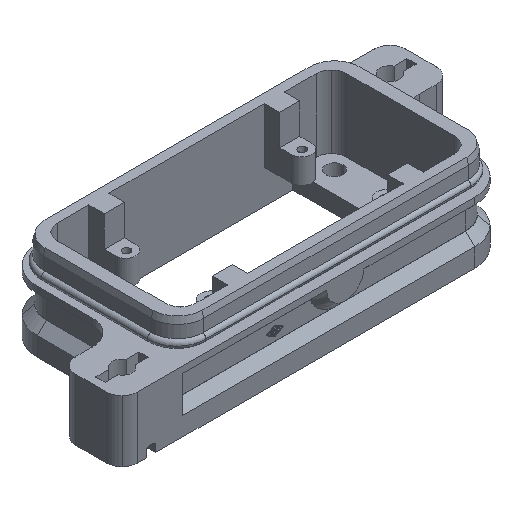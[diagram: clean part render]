
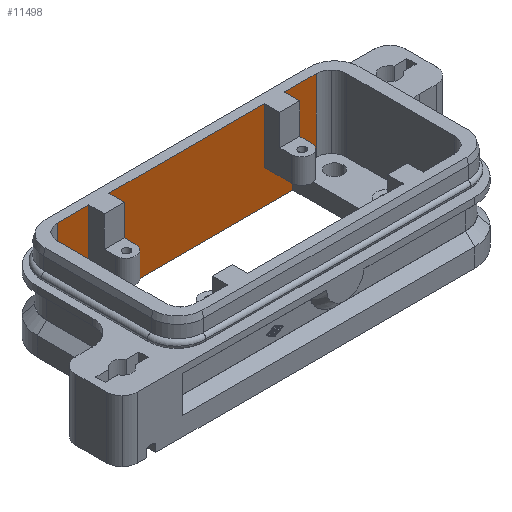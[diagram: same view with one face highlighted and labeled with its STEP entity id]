
A CAD part, isometric view. The second image highlights one B-rep face of the part: STEP entity #11498.
In plain terms, the highlighted planar face has unit normal (0, -1, 0).
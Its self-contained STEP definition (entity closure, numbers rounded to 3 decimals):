
#1520=CARTESIAN_POINT('',(-42.0,22.5,5.5));
#1521=VERTEX_POINT('',#1520);
#1529=CARTESIAN_POINT('',(-42.0,22.5,29.));
#1530=VERTEX_POINT('',#1529);
#1531=CARTESIAN_POINT('',(-42.0,22.5,5.5));
#1532=DIRECTION('',(0.0,0.0,1.0));
#1533=VECTOR('',#1532,23.5);
#1534=LINE('',#1531,#1533);
#1535=EDGE_CURVE('',#1521,#1530,#1534,.T.);
#8347=CARTESIAN_POINT('',(-25.25,22.5,11.0));
#8348=VERTEX_POINT('',#8347);
#8364=CARTESIAN_POINT('',(-31.75,22.5,11.0));
#8365=VERTEX_POINT('',#8364);
#8372=CARTESIAN_POINT('',(-31.75,22.5,11.0));
#8373=DIRECTION('',(1.0,0.0,0.0));
#8374=VECTOR('',#8373,6.5);
#8375=LINE('',#8372,#8374);
#8376=EDGE_CURVE('',#8365,#8348,#8375,.T.);
#8415=CARTESIAN_POINT('',(-31.75,22.5,29.));
#8416=VERTEX_POINT('',#8415);
#8423=CARTESIAN_POINT('',(-31.75,22.5,11.0));
#8424=DIRECTION('',(0.0,0.0,1.0));
#8425=VECTOR('',#8424,18.);
#8426=LINE('',#8423,#8425);
#8427=EDGE_CURVE('',#8365,#8416,#8426,.T.);
#8517=CARTESIAN_POINT('',(-34.5,22.5,0.0));
#8518=VERTEX_POINT('',#8517);
#8519=CARTESIAN_POINT('',(34.5,22.5,0.0));
#8520=VERTEX_POINT('',#8519);
#8521=CARTESIAN_POINT('',(-34.5,22.5,0.0));
#8522=DIRECTION('',(1.0,0.0,0.0));
#8523=VECTOR('',#8522,69.0);
#8524=LINE('',#8521,#8523);
#8525=EDGE_CURVE('',#8518,#8520,#8524,.T.);
#8637=CARTESIAN_POINT('',(-34.5,22.5,5.5));
#8638=VERTEX_POINT('',#8637);
#8645=CARTESIAN_POINT('',(-42.0,22.5,5.5));
#8646=DIRECTION('',(1.0,0.0,0.0));
#8647=VECTOR('',#8646,7.5);
#8648=LINE('',#8645,#8647);
#8649=EDGE_CURVE('',#1521,#8638,#8648,.T.);
#8680=CARTESIAN_POINT('',(-34.5,22.5,5.5));
#8681=DIRECTION('',(0.0,0.0,-1.0));
#8682=VECTOR('',#8681,5.5);
#8683=LINE('',#8680,#8682);
#8684=EDGE_CURVE('',#8638,#8518,#8683,.T.);
#8983=CARTESIAN_POINT('',(-25.25,22.5,29.));
#8984=VERTEX_POINT('',#8983);
#8991=CARTESIAN_POINT('',(25.25,22.5,29.));
#8992=VERTEX_POINT('',#8991);
#8993=CARTESIAN_POINT('',(25.25,22.5,29.));
#8994=DIRECTION('',(-1.0,0.0,0.0));
#8995=VECTOR('',#8994,50.5);
#8996=LINE('',#8993,#8995);
#8997=EDGE_CURVE('',#8992,#8984,#8996,.T.);
#9015=CARTESIAN_POINT('',(31.75,22.5,29.));
#9016=VERTEX_POINT('',#9015);
#9023=CARTESIAN_POINT('',(42.,22.5,29.));
#9024=VERTEX_POINT('',#9023);
#9025=CARTESIAN_POINT('',(42.,22.5,29.));
#9026=DIRECTION('',(-1.0,0.0,0.0));
#9027=VECTOR('',#9026,10.25);
#9028=LINE('',#9025,#9027);
#9029=EDGE_CURVE('',#9024,#9016,#9028,.T.);
#9112=CARTESIAN_POINT('',(-31.75,22.5,29.));
#9113=DIRECTION('',(-1.0,0.0,0.0));
#9114=VECTOR('',#9113,10.25);
#9115=LINE('',#9112,#9114);
#9116=EDGE_CURVE('',#8416,#1530,#9115,.T.);
#9245=CARTESIAN_POINT('',(-25.25,22.5,11.0));
#9246=DIRECTION('',(0.0,0.0,1.0));
#9247=VECTOR('',#9246,18.);
#9248=LINE('',#9245,#9247);
#9249=EDGE_CURVE('',#8348,#8984,#9248,.T.);
#11242=CARTESIAN_POINT('',(31.75,22.5,11.0));
#11243=VERTEX_POINT('',#11242);
#11259=CARTESIAN_POINT('',(25.25,22.5,11.0));
#11260=VERTEX_POINT('',#11259);
#11267=CARTESIAN_POINT('',(25.25,22.5,11.0));
#11268=DIRECTION('',(1.0,0.0,0.0));
#11269=VECTOR('',#11268,6.5);
#11270=LINE('',#11267,#11269);
#11271=EDGE_CURVE('',#11260,#11243,#11270,.T.);
#11378=CARTESIAN_POINT('',(25.25,22.5,11.0));
#11379=DIRECTION('',(0.0,0.0,1.0));
#11380=VECTOR('',#11379,18.);
#11381=LINE('',#11378,#11380);
#11382=EDGE_CURVE('',#11260,#8992,#11381,.T.);
#11408=CARTESIAN_POINT('',(42.,22.5,5.5));
#11409=VERTEX_POINT('',#11408);
#11417=CARTESIAN_POINT('',(34.5,22.5,5.5));
#11418=VERTEX_POINT('',#11417);
#11419=CARTESIAN_POINT('',(34.5,22.5,5.5));
#11420=DIRECTION('',(1.0,0.0,0.0));
#11421=VECTOR('',#11420,7.5);
#11422=LINE('',#11419,#11421);
#11423=EDGE_CURVE('',#11418,#11409,#11422,.T.);
#11454=CARTESIAN_POINT('',(34.5,22.5,0.0));
#11455=DIRECTION('',(0.0,0.0,1.0));
#11456=VECTOR('',#11455,5.5);
#11457=LINE('',#11454,#11456);
#11458=EDGE_CURVE('',#8520,#11418,#11457,.T.);
#11465=CARTESIAN_POINT('',(25.25,22.5,0.0));
#11466=DIRECTION('',(0.0,-1.0,0.0));
#11467=DIRECTION('',(0.0,0.0,-1.0));
#11468=AXIS2_PLACEMENT_3D('',#11465,#11466,#11467);
#11469=PLANE('',#11468);
#11470=ORIENTED_EDGE('',*,*,#8525,.T.);
#11471=ORIENTED_EDGE('',*,*,#11458,.T.);
#11472=ORIENTED_EDGE('',*,*,#11423,.T.);
#11473=CARTESIAN_POINT('',(42.,22.5,29.));
#11474=DIRECTION('',(0.0,0.0,-1.0));
#11475=VECTOR('',#11474,23.5);
#11476=LINE('',#11473,#11475);
#11477=EDGE_CURVE('',#9024,#11409,#11476,.T.);
#11478=ORIENTED_EDGE('',*,*,#11477,.F.);
#11479=ORIENTED_EDGE('',*,*,#9029,.T.);
#11480=CARTESIAN_POINT('',(31.75,22.5,11.0));
#11481=DIRECTION('',(0.0,0.0,1.0));
#11482=VECTOR('',#11481,18.);
#11483=LINE('',#11480,#11482);
#11484=EDGE_CURVE('',#11243,#9016,#11483,.T.);
#11485=ORIENTED_EDGE('',*,*,#11484,.F.);
#11486=ORIENTED_EDGE('',*,*,#11271,.F.);
#11487=ORIENTED_EDGE('',*,*,#11382,.T.);
#11488=ORIENTED_EDGE('',*,*,#8997,.T.);
#11489=ORIENTED_EDGE('',*,*,#9249,.F.);
#11490=ORIENTED_EDGE('',*,*,#8376,.F.);
#11491=ORIENTED_EDGE('',*,*,#8427,.T.);
#11492=ORIENTED_EDGE('',*,*,#9116,.T.);
#11493=ORIENTED_EDGE('',*,*,#1535,.F.);
#11494=ORIENTED_EDGE('',*,*,#8649,.T.);
#11495=ORIENTED_EDGE('',*,*,#8684,.T.);
#11496=EDGE_LOOP('',(#11470,#11471,#11472,#11478,#11479,#11485,#11486,#11487,#11488,#11489,#11490,#11491,#11492,#11493,#11494,#11495));
#11497=FACE_OUTER_BOUND('',#11496,.T.);
#11498=ADVANCED_FACE('',(#11497),#11469,.T.);
